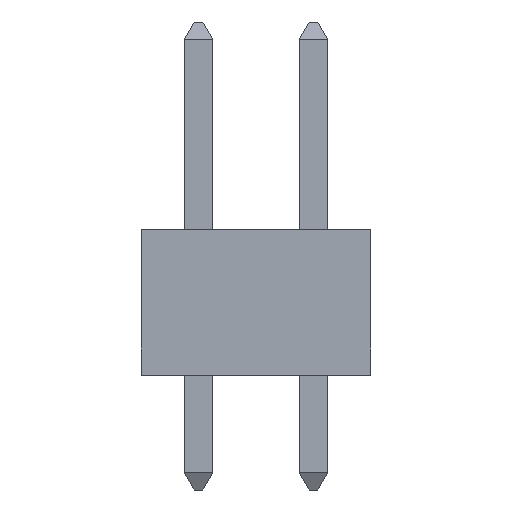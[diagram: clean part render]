
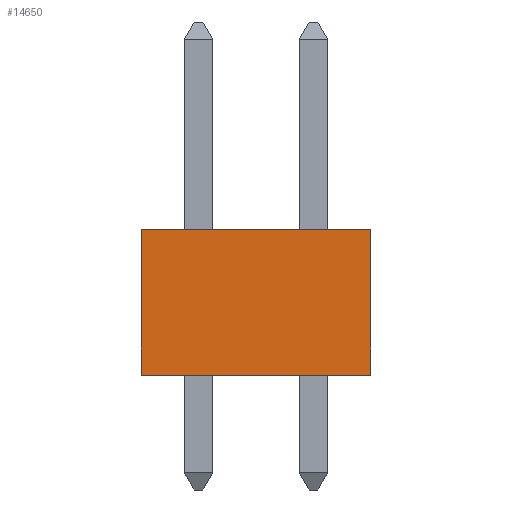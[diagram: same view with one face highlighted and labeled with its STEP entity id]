
A CAD part, left-side view. The second image highlights one B-rep face of the part: STEP entity #14650.
In plain terms, the highlighted planar face has unit normal (-1, 0, 0).
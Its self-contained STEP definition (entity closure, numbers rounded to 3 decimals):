
#14589 = CARTESIAN_POINT ( 'NONE',  ( -1., 3., 0. ) ) ;
#14590 = VERTEX_POINT ( 'NONE', #14589 ) ;
#14597 = CARTESIAN_POINT ( 'NONE',  ( -1., 3., 2.54 ) ) ;
#14598 = VERTEX_POINT ( 'NONE', #14597 ) ;
#14599 = CARTESIAN_POINT ( 'NONE',  ( -1., 3., 2.54 ) ) ;
#14600 = DIRECTION ( 'NONE',  ( 0., 0., -1. ) ) ;
#14601 = VECTOR ( 'NONE', #14600, 1000. ) ;
#14602 = LINE ( 'NONE', #14599, #14601 ) ;
#14603 = EDGE_CURVE ( 'NONE', #14598, #14590, #14602, .T. ) ;
#14620 = CARTESIAN_POINT ( 'NONE',  ( -1., -1., 0. ) ) ;
#14621 = VERTEX_POINT ( 'NONE', #14620 ) ;
#14622 = CARTESIAN_POINT ( 'NONE',  ( -1., -1., 0. ) ) ;
#14623 = DIRECTION ( 'NONE',  ( 0., -1., 0. ) ) ;
#14624 = VECTOR ( 'NONE', #14623, 1000. ) ;
#14625 = LINE ( 'NONE', #14622, #14624 ) ;
#14626 = EDGE_CURVE ( 'NONE', #14590, #14621, #14625, .T. ) ;
#14627 = ORIENTED_EDGE ( 'NONE', *, *, #14626, .T. ) ;
#14628 = CARTESIAN_POINT ( 'NONE',  ( -1., -1., 2.54 ) ) ;
#14629 = VERTEX_POINT ( 'NONE', #14628 ) ;
#14630 = CARTESIAN_POINT ( 'NONE',  ( -1., -1., 2.54 ) ) ;
#14631 = DIRECTION ( 'NONE',  ( 0., 0., -1. ) ) ;
#14632 = VECTOR ( 'NONE', #14631, 1000. ) ;
#14633 = LINE ( 'NONE', #14630, #14632 ) ;
#14634 = EDGE_CURVE ( 'NONE', #14629, #14621, #14633, .T. ) ;
#14635 = ORIENTED_EDGE ( 'NONE', *, *, #14634, .F. ) ;
#14636 = CARTESIAN_POINT ( 'NONE',  ( -1., -1., 2.54 ) ) ;
#14637 = DIRECTION ( 'NONE',  ( 0., -1., 0. ) ) ;
#14638 = VECTOR ( 'NONE', #14637, 1000. ) ;
#14639 = LINE ( 'NONE', #14636, #14638 ) ;
#14640 = EDGE_CURVE ( 'NONE', #14598, #14629, #14639, .T. ) ;
#14641 = ORIENTED_EDGE ( 'NONE', *, *, #14640, .F. ) ;
#14642 = ORIENTED_EDGE ( 'NONE', *, *, #14603, .T. ) ;
#14643 = EDGE_LOOP ( 'NONE', ( #14627, #14635, #14641, #14642 ) ) ;
#14644 = FACE_OUTER_BOUND ( 'NONE', #14643, .T. ) ;
#14645 = CARTESIAN_POINT ( 'NONE',  ( -1., -1., 2.54 ) ) ;
#14646 = DIRECTION ( 'NONE',  ( 1., 0., 0. ) ) ;
#14647 = DIRECTION ( 'NONE',  ( 0., 1., 0. ) ) ;
#14648 = AXIS2_PLACEMENT_3D ( 'NONE', #14645, #14646, #14647 ) ;
#14649 = PLANE ( 'NONE', #14648 ) ;
#14650 = ADVANCED_FACE ( 'NONE', ( #14644 ), #14649, .F. ) ;
